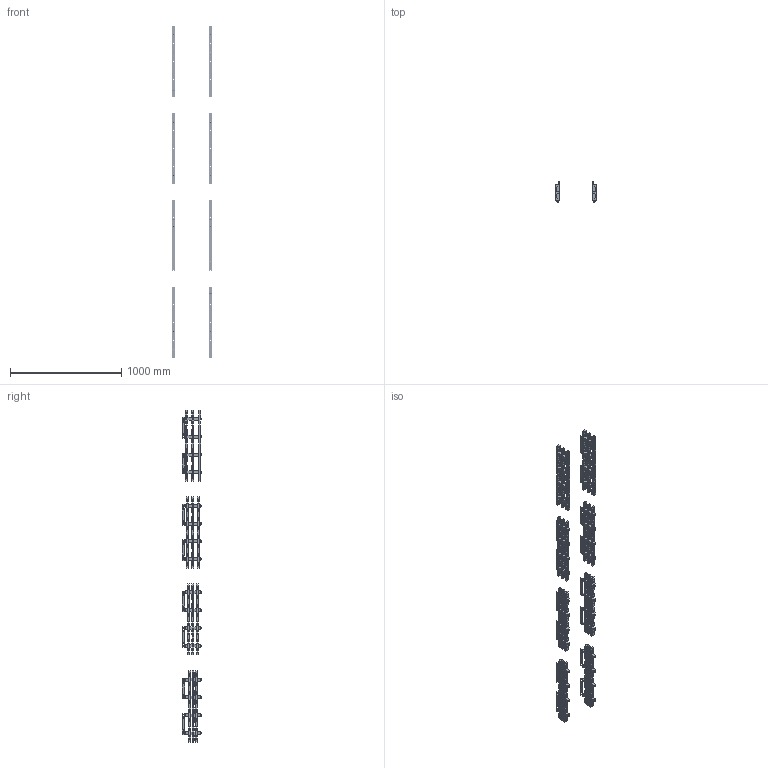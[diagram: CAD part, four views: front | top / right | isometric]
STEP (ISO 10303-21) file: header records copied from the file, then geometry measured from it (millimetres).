
FILE_DESCRIPTION(('STEP AP214'),'1');
FILE_NAME('cctmp_A2E7BE54-DE92-4099-AE2B-F444DE87E006_2023_03_29_08_46_20_0422..stp','2023-03-29T06:46:26',('SIEMENS A&D'),('CADClick - www.CADClick.com'),'Spatial InterOp 3D postprocessed',' ','unknown authorization');
FILE_SCHEMA(('AUTOMOTIVE_DESIGN'));
Length unit declared in the file: millimetre
Products named in the file (9): cc_unnamed; 2023_03_29_08_46_20_0191; 2023_03_29_08_46_20_0187; 2023_03_29_08_46_20_0183; 2023_03_29_08_46_20_0180; 2023_03_29_08_46_20_0176; 2023_03_29_08_46_20_0172; 2023_03_29_08_46_20_0168; 2023_03_29_08_46_20_0164
Assembly tree (8 placements, depth 2):
  cc_unnamed
    2023_03_29_08_46_20_0191
    2023_03_29_08_46_20_0187
    2023_03_29_08_46_20_0183
    2023_03_29_08_46_20_0180
    2023_03_29_08_46_20_0176
    2023_03_29_08_46_20_0172
    2023_03_29_08_46_20_0168
    2023_03_29_08_46_20_0164
Bounding box: 360 x 178.4 x 2980.65 mm (x, y, z)
Volume: 8790425.6 mm3; surface area: 2081043.4 mm2
Topology: 8 solids, 116 shells, 9044 faces, 25196 edges, 16512 vertices
Faces by surface type: plane 6832, cone 1332, cylinder 880
Entity records: 318828 total; most frequent: CARTESIAN_POINT 59129, ORIENTED_EDGE 50392, DIRECTION 44954, EDGE_CURVE 25196, LINE 19832, VECTOR 19832, VERTEX_POINT 16512, AXIS2_PLACEMENT_3D 12561
